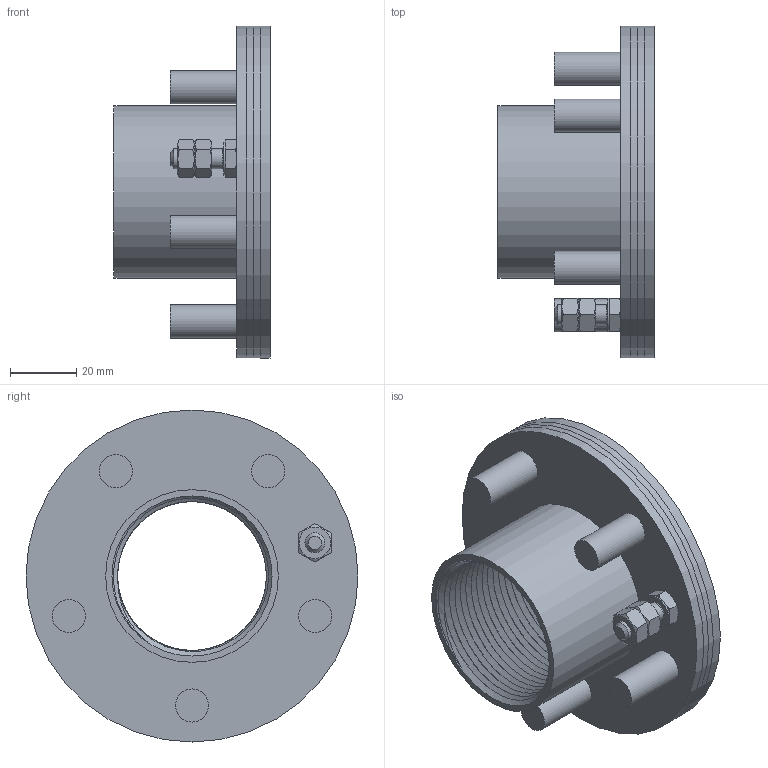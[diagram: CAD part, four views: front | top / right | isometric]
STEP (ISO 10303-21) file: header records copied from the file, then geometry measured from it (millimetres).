
FILE_DESCRIPTION(('STEP AP214'), '1');
FILE_NAME('Ð07-15 Çàêëàäíàÿ ôîðñóíêà äëÿ ïîäêëþ÷åíèÿ ïûëåñîñà, ïëåíêà', '2025-04-15T09:56:59', ('Runwill'), (''), 'C3D Converter', 'C3D Toolkit', '');
FILE_SCHEMA(('AUTOMOTIVE_DESIGN { 1 0 10303 214 3 1 1}'));
Length unit declared in the file: millimetre
Assembly tree (18 placements, depth 4):
  (unnamed)
    (unnamed)
      (unnamed)  x5
      (unnamed)
        (unnamed)
        (unnamed)  x2
    (unnamed)  x2
    (unnamed)
    (unnamed)  x3
    (unnamed)  x2
Bounding box: 47 x 100 x 100 mm (x, y, z)
Volume: 83244.1 mm3; surface area: 75124 mm2
Topology: 17 solids, 17 shells, 212 faces, 475 edges, 299 vertices
Faces by surface type: plane 90, cylinder 68, cone 41, torus 11, bspline 2
Full cylindrical faces by diameter (mm): 4.917 x7, 6 x6, 7.5 x20, 10 x6, 11.34 x5, 52 x4, 100 x4
Entity records: 12362 total; most frequent: CARTESIAN_POINT 8993, DIRECTION 541, ORIENTED_EDGE 472, AXIS2_PLACEMENT_3D 239, EDGE_CURVE 236, EDGE_LOOP 214, VERTEX_POINT 178, FACE_BOUND 129
